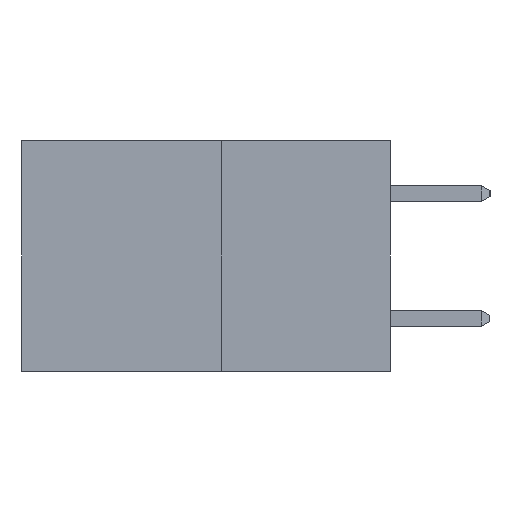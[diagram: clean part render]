
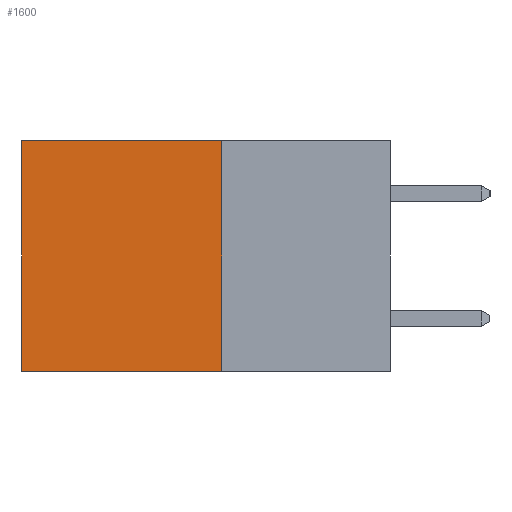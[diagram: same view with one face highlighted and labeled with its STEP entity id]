
A CAD part, left-side view. The second image highlights one B-rep face of the part: STEP entity #1600.
In plain terms, the highlighted planar face has unit normal (-1, 0, 0).
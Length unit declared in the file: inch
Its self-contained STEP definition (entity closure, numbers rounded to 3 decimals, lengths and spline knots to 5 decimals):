
#530 = CARTESIAN_POINT ( 'NONE',  ( 0.277, 0.59, -0.37 ) ) ;
#532 = VECTOR ( 'NONE', #10596, 39.37008 ) ;
#679 = AXIS2_PLACEMENT_3D ( 'NONE', #4645, #2033, #8185 ) ;
#880 = VECTOR ( 'NONE', #13994, 39.37008 ) ;
#1462 = EDGE_CURVE ( 'NONE', #15700, #10698, #10894, .T. ) ;
#1600 = ADVANCED_FACE ( 'NONE', ( #12412 ), #1780, .F. ) ;
#1780 = PLANE ( 'NONE',  #679 ) ;
#2033 = DIRECTION ( 'NONE',  ( 1., 0., 0. ) ) ;
#2474 = ORIENTED_EDGE ( 'NONE', *, *, #4449, .F. ) ;
#3982 = EDGE_CURVE ( 'NONE', #12302, #10698, #4797, .T. ) ;
#4206 = CARTESIAN_POINT ( 'NONE',  ( 0.277, 0.59, 0. ) ) ;
#4449 = EDGE_CURVE ( 'NONE', #7865, #12302, #12299, .T. ) ;
#4645 = CARTESIAN_POINT ( 'NONE',  ( 0.277, 0.27, -0.37 ) ) ;
#4685 = ORIENTED_EDGE ( 'NONE', *, *, #1462, .T. ) ;
#4797 = LINE ( 'NONE', #8799, #11885 ) ;
#7569 = VECTOR ( 'NONE', #13722, 39.37008 ) ;
#7865 = VERTEX_POINT ( 'NONE', #17536 ) ;
#7893 = EDGE_LOOP ( 'NONE', ( #4685, #8058, #2474, #14352 ) ) ;
#8058 = ORIENTED_EDGE ( 'NONE', *, *, #3982, .F. ) ;
#8185 = DIRECTION ( 'NONE',  ( 0., 0., -1. ) ) ;
#8799 = CARTESIAN_POINT ( 'NONE',  ( 0.277, 0.27, -0.37 ) ) ;
#10596 = DIRECTION ( 'NONE',  ( 0., 0., -1. ) ) ;
#10698 = VERTEX_POINT ( 'NONE', #530 ) ;
#10894 = LINE ( 'NONE', #15011, #7569 ) ;
#11306 = LINE ( 'NONE', #12605, #880 ) ;
#11885 = VECTOR ( 'NONE', #17765, 39.37008 ) ;
#12299 = LINE ( 'NONE', #17444, #532 ) ;
#12302 = VERTEX_POINT ( 'NONE', #16318 ) ;
#12412 = FACE_OUTER_BOUND ( 'NONE', #7893, .T. ) ;
#12605 = CARTESIAN_POINT ( 'NONE',  ( 0.277, 0.27, 0. ) ) ;
#13722 = DIRECTION ( 'NONE',  ( 0., 0., -1. ) ) ;
#13994 = DIRECTION ( 'NONE',  ( 0., 1., 0. ) ) ;
#14352 = ORIENTED_EDGE ( 'NONE', *, *, #17014, .T. ) ;
#15011 = CARTESIAN_POINT ( 'NONE',  ( 0.277, 0.59, -0.37 ) ) ;
#15700 = VERTEX_POINT ( 'NONE', #4206 ) ;
#16318 = CARTESIAN_POINT ( 'NONE',  ( 0.277, 0.27, -0.37 ) ) ;
#17014 = EDGE_CURVE ( 'NONE', #7865, #15700, #11306, .T. ) ;
#17444 = CARTESIAN_POINT ( 'NONE',  ( 0.277, 0.27, -0.37 ) ) ;
#17536 = CARTESIAN_POINT ( 'NONE',  ( 0.277, 0.27, 0. ) ) ;
#17765 = DIRECTION ( 'NONE',  ( 0., 1., 0. ) ) ;
